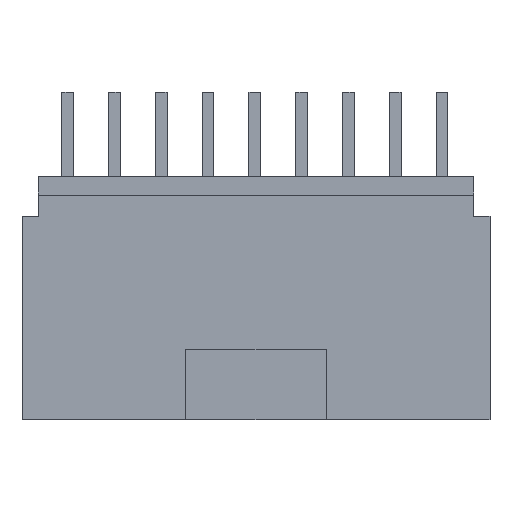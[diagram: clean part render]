
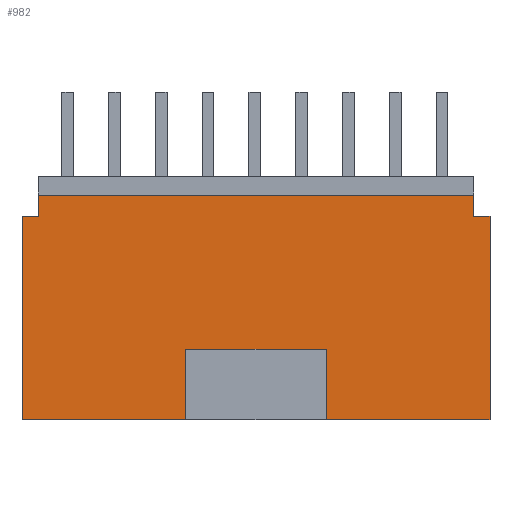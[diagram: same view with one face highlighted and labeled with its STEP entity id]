
A CAD part, top view. The second image highlights one B-rep face of the part: STEP entity #982.
In plain terms, the highlighted planar face has unit normal (0, 0, 1).
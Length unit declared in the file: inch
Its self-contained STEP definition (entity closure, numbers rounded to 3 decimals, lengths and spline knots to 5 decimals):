
#865=FACE_OUTER_BOUND('',#1257,.T.);
#982=ADVANCED_FACE('',(#865),#1099,.F.);
#1099=PLANE('',#3007);
#1257=EDGE_LOOP('',(#1505,#1506,#1507,#1508,#1509,#1510,#1511,#1512,#1513,
#1514,#1515,#1516));
#1505=ORIENTED_EDGE('',*,*,#2257,.F.);
#1506=ORIENTED_EDGE('',*,*,#2237,.T.);
#1507=ORIENTED_EDGE('',*,*,#2211,.F.);
#1508=ORIENTED_EDGE('',*,*,#2243,.F.);
#1509=ORIENTED_EDGE('',*,*,#2258,.F.);
#1510=ORIENTED_EDGE('',*,*,#2259,.F.);
#1511=ORIENTED_EDGE('',*,*,#2215,.F.);
#1512=ORIENTED_EDGE('',*,*,#2240,.F.);
#1513=ORIENTED_EDGE('',*,*,#2260,.F.);
#1514=ORIENTED_EDGE('',*,*,#2261,.F.);
#1515=ORIENTED_EDGE('',*,*,#2255,.T.);
#1516=ORIENTED_EDGE('',*,*,#2262,.F.);
#2019=VERTEX_POINT('',#3802);
#2020=VERTEX_POINT('',#3804);
#2023=VERTEX_POINT('',#3810);
#2024=VERTEX_POINT('',#3812);
#2041=VERTEX_POINT('',#3854);
#2042=VERTEX_POINT('',#3858);
#2044=VERTEX_POINT('',#3864);
#2050=VERTEX_POINT('',#3887);
#2051=VERTEX_POINT('',#3889);
#2052=VERTEX_POINT('',#3893);
#2053=VERTEX_POINT('',#3895);
#2054=VERTEX_POINT('',#3898);
#2211=EDGE_CURVE('',#2019,#2020,#2499,.T.);
#2215=EDGE_CURVE('',#2023,#2024,#2503,.T.);
#2237=EDGE_CURVE('',#2041,#2020,#2525,.T.);
#2240=EDGE_CURVE('',#2042,#2023,#2528,.T.);
#2243=EDGE_CURVE('',#2044,#2019,#2531,.T.);
#2255=EDGE_CURVE('',#2051,#2050,#2543,.T.);
#2257=EDGE_CURVE('',#2041,#2052,#2545,.T.);
#2258=EDGE_CURVE('',#2053,#2044,#2546,.T.);
#2259=EDGE_CURVE('',#2024,#2053,#2547,.T.);
#2260=EDGE_CURVE('',#2054,#2042,#2548,.T.);
#2261=EDGE_CURVE('',#2051,#2054,#2549,.T.);
#2262=EDGE_CURVE('',#2052,#2050,#2550,.T.);
#2499=LINE('',#3803,#2787);
#2503=LINE('',#3811,#2791);
#2525=LINE('',#3853,#2813);
#2528=LINE('',#3859,#2816);
#2531=LINE('',#3865,#2819);
#2543=LINE('',#3888,#2831);
#2545=LINE('',#3892,#2833);
#2546=LINE('',#3894,#2834);
#2547=LINE('',#3896,#2835);
#2548=LINE('',#3897,#2836);
#2549=LINE('',#3899,#2837);
#2550=LINE('',#3900,#2838);
#2787=VECTOR('',#3199,1.);
#2791=VECTOR('',#3203,1.);
#2813=VECTOR('',#3231,1.);
#2816=VECTOR('',#3236,1.);
#2819=VECTOR('',#3241,1.);
#2831=VECTOR('',#3263,1.);
#2833=VECTOR('',#3267,1.);
#2834=VECTOR('',#3268,1.);
#2835=VECTOR('',#3269,1.);
#2836=VECTOR('',#3270,1.);
#2837=VECTOR('',#3271,1.);
#2838=VECTOR('',#3272,1.);
#3007=AXIS2_PLACEMENT_3D('',#3901,#3273,#3274);
#3199=DIRECTION('',(-1.,0.,0.));
#3203=DIRECTION('',(-1.,0.,0.));
#3231=DIRECTION('',(0.,-1.,0.));
#3236=DIRECTION('',(0.,-1.,0.));
#3241=DIRECTION('',(0.,-1.,0.));
#3263=DIRECTION('',(-1.,0.,0.));
#3267=DIRECTION('',(1.,0.,0.));
#3268=DIRECTION('',(-1.,0.,0.));
#3269=DIRECTION('',(0.,1.,0.));
#3270=DIRECTION('',(1.,0.,0.));
#3271=DIRECTION('',(0.,-1.,0.));
#3272=DIRECTION('',(0.,1.,0.));
#3273=DIRECTION('',(0.,0.,-1.));
#3274=DIRECTION('',(0.,1.,0.));
#3802=CARTESIAN_POINT('',(0.35,0.,0.2));
#3803=CARTESIAN_POINT('',(0.35,0.,0.2));
#3804=CARTESIAN_POINT('',(0.,0.,0.2));
#3810=CARTESIAN_POINT('',(1.,0.,0.2));
#3811=CARTESIAN_POINT('',(1.,0.,0.2));
#3812=CARTESIAN_POINT('',(0.65,0.,0.2));
#3853=CARTESIAN_POINT('',(0.,0.48,0.2));
#3854=CARTESIAN_POINT('',(0.,0.435,0.2));
#3858=CARTESIAN_POINT('',(1.,0.435,0.2));
#3859=CARTESIAN_POINT('',(1.,5.,0.2));
#3864=CARTESIAN_POINT('',(0.35,0.15,0.2));
#3865=CARTESIAN_POINT('',(0.35,5.,0.2));
#3887=CARTESIAN_POINT('',(0.035,0.48,0.2));
#3888=CARTESIAN_POINT('',(10.,0.48,0.2));
#3889=CARTESIAN_POINT('',(0.965,0.48,0.2));
#3892=CARTESIAN_POINT('',(10.,0.435,0.2));
#3893=CARTESIAN_POINT('',(0.035,0.435,0.2));
#3894=CARTESIAN_POINT('',(10.,0.15,0.2));
#3895=CARTESIAN_POINT('',(0.65,0.15,0.2));
#3896=CARTESIAN_POINT('',(0.65,5.,0.2));
#3897=CARTESIAN_POINT('',(10.,0.435,0.2));
#3898=CARTESIAN_POINT('',(0.965,0.435,0.2));
#3899=CARTESIAN_POINT('',(0.965,0.48,0.2));
#3900=CARTESIAN_POINT('',(0.035,0.48,0.2));
#3901=CARTESIAN_POINT('',(10.,0.48,0.2));
